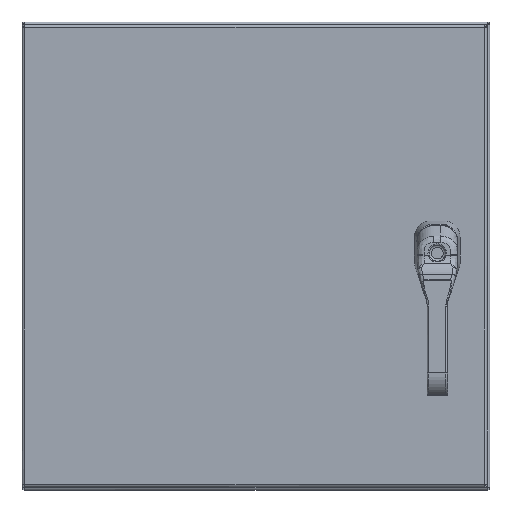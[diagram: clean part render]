
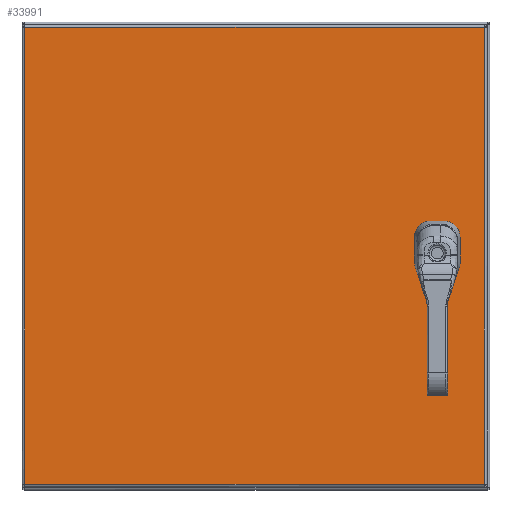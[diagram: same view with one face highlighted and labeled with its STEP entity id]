
A CAD part, top view. The second image highlights one B-rep face of the part: STEP entity #33991.
In plain terms, the highlighted planar face has unit normal (0, 0, 1).
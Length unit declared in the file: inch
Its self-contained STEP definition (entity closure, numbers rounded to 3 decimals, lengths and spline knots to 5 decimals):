
#177 = CARTESIAN_POINT ( 'NONE',  ( 18.15, 10.21262, 6.9175 ) ) ;
#647 = ORIENTED_EDGE ( 'NONE', *, *, #22277, .F. ) ;
#976 = ORIENTED_EDGE ( 'NONE', *, *, #45394, .F. ) ;
#1947 = CIRCLE ( 'NONE', #49648, 0.453 ) ;
#2310 = EDGE_LOOP ( 'NONE', ( #976 ) ) ;
#2739 = DIRECTION ( 'NONE',  ( 0., 0., 1. ) ) ;
#3075 = LINE ( 'NONE', #23846, #8432 ) ;
#3821 = ORIENTED_EDGE ( 'NONE', *, *, #72191, .F. ) ;
#3839 = EDGE_CURVE ( 'NONE', #61667, #36395, #33405, .T. ) ;
#4011 = FACE_BOUND ( 'NONE', #55331, .T. ) ;
#4054 = CARTESIAN_POINT ( 'NONE',  ( 17.35, 10.21262, 6.9175 ) ) ;
#4236 = AXIS2_PLACEMENT_3D ( 'NONE', #21654, #26830, #61411 ) ;
#5528 = CARTESIAN_POINT ( 'NONE',  ( 17.75, 10., 6.9175 ) ) ;
#5734 = EDGE_CURVE ( 'NONE', #7615, #7615, #21388, .T. ) ;
#6567 = VERTEX_POINT ( 'NONE', #23550 ) ;
#6796 = PLANE ( 'NONE',  #14380 ) ;
#6827 = AXIS2_PLACEMENT_3D ( 'NONE', #44023, #65923, #32338 ) ;
#7615 = VERTEX_POINT ( 'NONE', #70245 ) ;
#7825 = CARTESIAN_POINT ( 'NONE',  ( 17.61, 10.88497, 6.9175 ) ) ;
#8052 = CARTESIAN_POINT ( 'NONE',  ( 17.61, 9.11397, 6.9175 ) ) ;
#8102 = EDGE_LOOP ( 'NONE', ( #51368 ) ) ;
#8154 = DIRECTION ( 'NONE',  ( 0., 0., 1. ) ) ;
#8237 = VERTEX_POINT ( 'NONE', #7825 ) ;
#8432 = VECTOR ( 'NONE', #12606, 39.37008 ) ;
#8796 = VERTEX_POINT ( 'NONE', #39654 ) ;
#9067 = DIRECTION ( 'NONE',  ( 0., 1., 0. ) ) ;
#9185 = DIRECTION ( 'NONE',  ( -1., 0., 0. ) ) ;
#9239 = ORIENTED_EDGE ( 'NONE', *, *, #50133, .F. ) ;
#10136 = ORIENTED_EDGE ( 'NONE', *, *, #27235, .F. ) ;
#10304 = CARTESIAN_POINT ( 'NONE',  ( 17.75, 10.88497, 6.9175 ) ) ;
#11088 = CARTESIAN_POINT ( 'NONE',  ( 9.9375, 19.76975, 6.9175 ) ) ;
#11205 = LINE ( 'NONE', #11088, #37896 ) ;
#11763 = AXIS2_PLACEMENT_3D ( 'NONE', #5528, #51767, #29151 ) ;
#12606 = DIRECTION ( 'NONE',  ( -1., 0., 0. ) ) ;
#12685 = CARTESIAN_POINT ( 'NONE',  ( 19.76975, 10., 6.9175 ) ) ;
#12760 = DIRECTION ( 'NONE',  ( 0., 0., -1. ) ) ;
#13068 = EDGE_CURVE ( 'NONE', #41526, #34308, #43714, .T. ) ;
#13736 = ORIENTED_EDGE ( 'NONE', *, *, #15289, .F. ) ;
#13919 = CARTESIAN_POINT ( 'NONE',  ( 17.75, 10., 6.9175 ) ) ;
#13991 = CARTESIAN_POINT ( 'NONE',  ( 17.75, 10., 6.9175 ) ) ;
#14380 = AXIS2_PLACEMENT_3D ( 'NONE', #46318, #12760, #29887 ) ;
#14507 = VERTEX_POINT ( 'NONE', #8052 ) ;
#14978 = CARTESIAN_POINT ( 'NONE',  ( 17.53738, 10.4, 6.9175 ) ) ;
#15289 = EDGE_CURVE ( 'NONE', #6567, #28500, #3075, .T. ) ;
#16021 = DIRECTION ( 'NONE',  ( -1., 0., 0. ) ) ;
#16557 = CARTESIAN_POINT ( 'NONE',  ( 9.9375, 0.23025, 6.9175 ) ) ;
#17033 = AXIS2_PLACEMENT_3D ( 'NONE', #13919, #8154, #69799 ) ;
#17238 = ORIENTED_EDGE ( 'NONE', *, *, #45233, .F. ) ;
#19696 = CARTESIAN_POINT ( 'NONE',  ( 17.96262, 9.6, 6.9175 ) ) ;
#19844 = DIRECTION ( 'NONE',  ( 0., -1., 0. ) ) ;
#21388 = CIRCLE ( 'NONE', #6827, 0.14 ) ;
#21654 = CARTESIAN_POINT ( 'NONE',  ( 17.75, 9.11397, 6.9175 ) ) ;
#21888 = VECTOR ( 'NONE', #69813, 39.37008 ) ;
#22277 = EDGE_CURVE ( 'NONE', #48629, #6567, #1947, .T. ) ;
#23322 = CARTESIAN_POINT ( 'NONE',  ( 19.76975, 19.76975, 6.9175 ) ) ;
#23550 = CARTESIAN_POINT ( 'NONE',  ( 17.96262, 10.4, 6.9175 ) ) ;
#23846 = CARTESIAN_POINT ( 'NONE',  ( 9.9375, 10.4, 6.9175 ) ) ;
#24101 = CIRCLE ( 'NONE', #32778, 0.453 ) ;
#25263 = EDGE_CURVE ( 'NONE', #67844, #41526, #43436, .T. ) ;
#25854 = VECTOR ( 'NONE', #39637, 39.37008 ) ;
#26830 = DIRECTION ( 'NONE',  ( 0., 0., 1. ) ) ;
#26920 = CARTESIAN_POINT ( 'NONE',  ( 17.75, 10., 6.9175 ) ) ;
#27235 = EDGE_CURVE ( 'NONE', #63136, #66812, #69549, .T. ) ;
#28300 = VECTOR ( 'NONE', #31582, 39.37008 ) ;
#28456 = ORIENTED_EDGE ( 'NONE', *, *, #3839, .F. ) ;
#28500 = VERTEX_POINT ( 'NONE', #14978 ) ;
#29151 = DIRECTION ( 'NONE',  ( -1., 0., 0. ) ) ;
#29861 = FACE_BOUND ( 'NONE', #8102, .T. ) ;
#29887 = DIRECTION ( 'NONE',  ( -1., 0., 0. ) ) ;
#31582 = DIRECTION ( 'NONE',  ( 1., 0., 0. ) ) ;
#32242 = VECTOR ( 'NONE', #19844, 39.37008 ) ;
#32338 = DIRECTION ( 'NONE',  ( -1., 0., 0. ) ) ;
#32502 = FACE_OUTER_BOUND ( 'NONE', #50950, .T. ) ;
#32778 = AXIS2_PLACEMENT_3D ( 'NONE', #13991, #2739, #9185 ) ;
#33405 = LINE ( 'NONE', #12685, #21888 ) ;
#33810 = ORIENTED_EDGE ( 'NONE', *, *, #25263, .F. ) ;
#33991 = ADVANCED_FACE ( 'NONE', ( #73477, #42287, #29861, #4011, #32502 ), #6796, .F. ) ;
#34308 = VERTEX_POINT ( 'NONE', #62398 ) ;
#34741 = CARTESIAN_POINT ( 'NONE',  ( 0.10525, 10., 6.9175 ) ) ;
#36395 = VERTEX_POINT ( 'NONE', #45572 ) ;
#36557 = ORIENTED_EDGE ( 'NONE', *, *, #48589, .F. ) ;
#36719 = LINE ( 'NONE', #66240, #62521 ) ;
#37896 = VECTOR ( 'NONE', #68484, 39.37008 ) ;
#38205 = CARTESIAN_POINT ( 'NONE',  ( 17.53738, 9.6, 6.9175 ) ) ;
#38269 = LINE ( 'NONE', #16557, #25854 ) ;
#39637 = DIRECTION ( 'NONE',  ( -1., 0., 0. ) ) ;
#39654 = CARTESIAN_POINT ( 'NONE',  ( 0.10525, 19.76975, 6.9175 ) ) ;
#39871 = ORIENTED_EDGE ( 'NONE', *, *, #5734, .F. ) ;
#40547 = ORIENTED_EDGE ( 'NONE', *, *, #44356, .F. ) ;
#40964 = VERTEX_POINT ( 'NONE', #50537 ) ;
#41382 = EDGE_LOOP ( 'NONE', ( #39871 ) ) ;
#41526 = VERTEX_POINT ( 'NONE', #19696 ) ;
#41638 = ORIENTED_EDGE ( 'NONE', *, *, #61594, .F. ) ;
#42287 = FACE_BOUND ( 'NONE', #2310, .T. ) ;
#43159 = CARTESIAN_POINT ( 'NONE',  ( 17.35, 10., 6.9175 ) ) ;
#43436 = LINE ( 'NONE', #71120, #28300 ) ;
#43714 = CIRCLE ( 'NONE', #11763, 0.453 ) ;
#44023 = CARTESIAN_POINT ( 'NONE',  ( 17.75, 8.62197, 6.9175 ) ) ;
#44024 = CIRCLE ( 'NONE', #73679, 0.14 ) ;
#44356 = EDGE_CURVE ( 'NONE', #28500, #63136, #54647, .T. ) ;
#45011 = VECTOR ( 'NONE', #51628, 39.37008 ) ;
#45233 = EDGE_CURVE ( 'NONE', #66812, #67844, #24101, .T. ) ;
#45394 = EDGE_CURVE ( 'NONE', #14507, #14507, #73864, .T. ) ;
#45572 = CARTESIAN_POINT ( 'NONE',  ( 19.76975, 0.23025, 6.9175 ) ) ;
#46318 = CARTESIAN_POINT ( 'NONE',  ( 9.9375, 10., 6.9175 ) ) ;
#48589 = EDGE_CURVE ( 'NONE', #40964, #8796, #59333, .T. ) ;
#48629 = VERTEX_POINT ( 'NONE', #177 ) ;
#48913 = EDGE_CURVE ( 'NONE', #8237, #8237, #44024, .T. ) ;
#49648 = AXIS2_PLACEMENT_3D ( 'NONE', #26920, #66691, #16021 ) ;
#50061 = DIRECTION ( 'NONE',  ( 0., 0., 1. ) ) ;
#50133 = EDGE_CURVE ( 'NONE', #34308, #48629, #36719, .T. ) ;
#50537 = CARTESIAN_POINT ( 'NONE',  ( 0.10525, 0.23025, 6.9175 ) ) ;
#50950 = EDGE_LOOP ( 'NONE', ( #3821, #28456, #41638, #36557 ) ) ;
#51368 = ORIENTED_EDGE ( 'NONE', *, *, #48913, .F. ) ;
#51628 = DIRECTION ( 'NONE',  ( 0., 1., 0. ) ) ;
#51767 = DIRECTION ( 'NONE',  ( 0., 0., 1. ) ) ;
#54647 = CIRCLE ( 'NONE', #17033, 0.453 ) ;
#55331 = EDGE_LOOP ( 'NONE', ( #13736, #647, #9239, #65660, #33810, #17238, #10136, #40547 ) ) ;
#59333 = LINE ( 'NONE', #34741, #45011 ) ;
#60556 = DIRECTION ( 'NONE',  ( -1., 0., 0. ) ) ;
#61411 = DIRECTION ( 'NONE',  ( -1., 0., 0. ) ) ;
#61594 = EDGE_CURVE ( 'NONE', #8796, #61667, #11205, .T. ) ;
#61667 = VERTEX_POINT ( 'NONE', #23322 ) ;
#62398 = CARTESIAN_POINT ( 'NONE',  ( 18.15, 9.78738, 6.9175 ) ) ;
#62521 = VECTOR ( 'NONE', #9067, 39.37008 ) ;
#63136 = VERTEX_POINT ( 'NONE', #4054 ) ;
#65660 = ORIENTED_EDGE ( 'NONE', *, *, #13068, .F. ) ;
#65923 = DIRECTION ( 'NONE',  ( 0., 0., 1. ) ) ;
#66240 = CARTESIAN_POINT ( 'NONE',  ( 18.15, 10., 6.9175 ) ) ;
#66691 = DIRECTION ( 'NONE',  ( 0., 0., 1. ) ) ;
#66812 = VERTEX_POINT ( 'NONE', #73268 ) ;
#67844 = VERTEX_POINT ( 'NONE', #38205 ) ;
#68484 = DIRECTION ( 'NONE',  ( 1., 0., 0. ) ) ;
#69549 = LINE ( 'NONE', #43159, #32242 ) ;
#69799 = DIRECTION ( 'NONE',  ( -1., 0., 0. ) ) ;
#69813 = DIRECTION ( 'NONE',  ( 0., -1., 0. ) ) ;
#70245 = CARTESIAN_POINT ( 'NONE',  ( 17.61, 8.62197, 6.9175 ) ) ;
#71120 = CARTESIAN_POINT ( 'NONE',  ( 9.9375, 9.6, 6.9175 ) ) ;
#72191 = EDGE_CURVE ( 'NONE', #36395, #40964, #38269, .T. ) ;
#73268 = CARTESIAN_POINT ( 'NONE',  ( 17.35, 9.78738, 6.9175 ) ) ;
#73477 = FACE_BOUND ( 'NONE', #41382, .T. ) ;
#73679 = AXIS2_PLACEMENT_3D ( 'NONE', #10304, #50061, #60556 ) ;
#73864 = CIRCLE ( 'NONE', #4236, 0.14 ) ;
